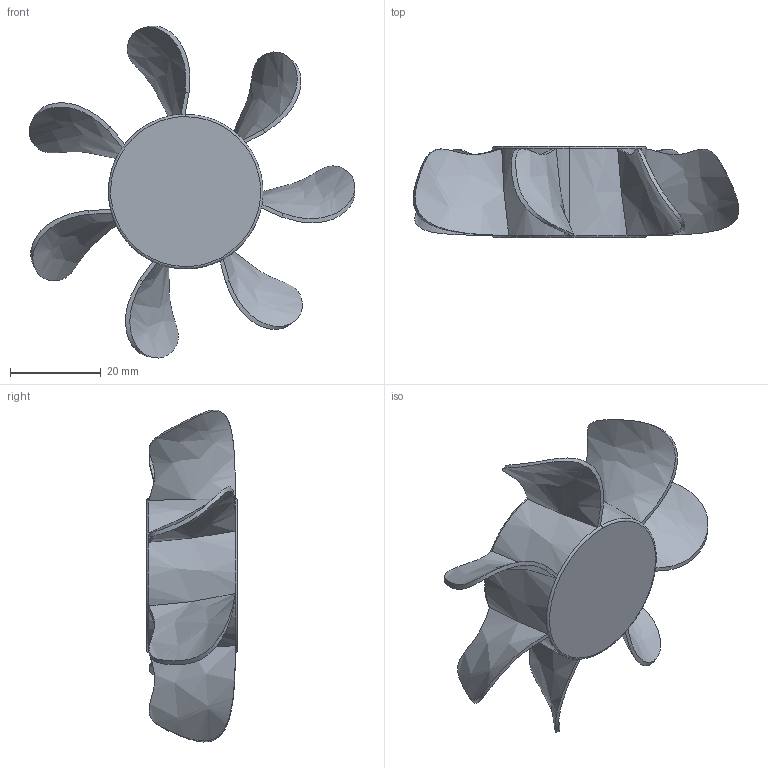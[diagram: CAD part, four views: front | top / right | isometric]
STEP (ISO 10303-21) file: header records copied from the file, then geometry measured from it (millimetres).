
FILE_DESCRIPTION(('FreeCAD Model'),'2;1');
FILE_NAME('80mm FAN_1.stp','2016-01-27T22:41:25',('FreeCAD'),('FreeCAD'), 'Open CASCADE STEP processor 6.8','FreeCAD','Unknown');
FILE_SCHEMA(('AUTOMOTIVE_DESIGN_CC2 { 1 2 10303 214 -1 1 5 4 }'));
Length unit declared in the file: millimetre
Products named in the file (1): Open CASCADE STEP translator 6.8 440
Bounding box: 71.64 x 20 x 73.04 mm (x, y, z)
Volume: 20290.7 mm3; surface area: 9547.6 mm2
Topology: 1 solids, 1 shells, 37 faces, 92 edges, 57 vertices
Faces by surface type: bspline 28, plane 9
Entity records: 8924 total; most frequent: CARTESIAN_POINT 7742, B_SPLINE_CURVE_WITH_KNOTS 208, ORIENTED_EDGE 184, PCURVE 184, DEFINITIONAL_REPRESENTATION 184, EDGE_CURVE 92, SURFACE_CURVE 92, VERTEX_POINT 57
